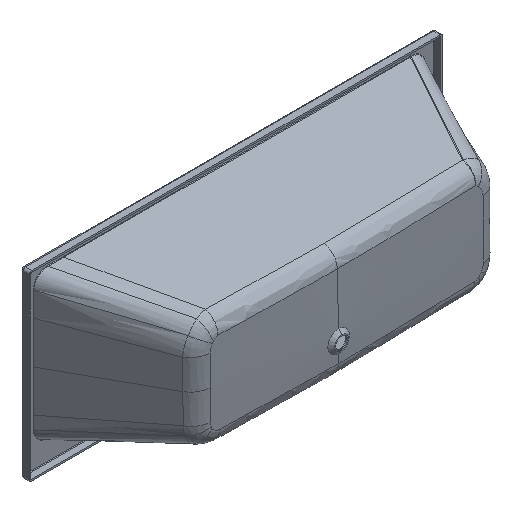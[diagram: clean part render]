
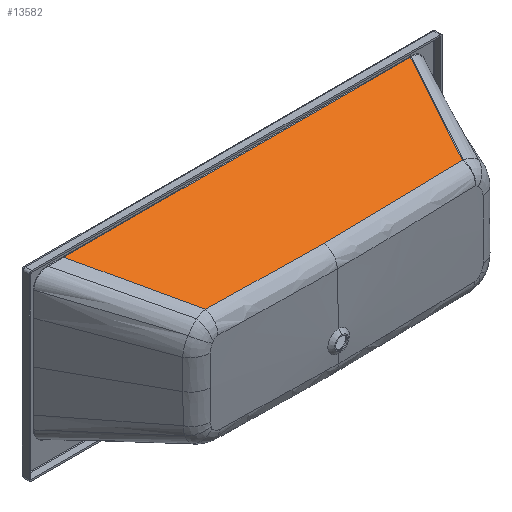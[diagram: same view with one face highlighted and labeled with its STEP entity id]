
A CAD part, isometric view. The second image highlights one B-rep face of the part: STEP entity #13582.
In plain terms, the highlighted free-form (B-spline) face has degree [3, 3] with [4, 18] control points.
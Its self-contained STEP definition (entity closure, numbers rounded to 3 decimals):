
#4635=CARTESIAN_POINT('',(577.221,-389.558,236.981));
#4636=CARTESIAN_POINT('',(632.892,-262.547,268.028));
#4637=CARTESIAN_POINT('',(688.562,-135.536,299.075));
#4638=CARTESIAN_POINT('',(744.233,-8.525,330.122));
#4643=CARTESIAN_POINT('',(744.233,-8.525,330.122));
#4645=CARTESIAN_POINT('',(-481.289,-391.776,
236.439));
#4646=CARTESIAN_POINT('',(-441.156,-392.684,
236.217));
#4647=CARTESIAN_POINT('',(-360.893,-394.443,
235.787));
#4648=CARTESIAN_POINT('',(-240.521,-396.778,
235.216));
#4649=CARTESIAN_POINT('',(-140.26,-398.238,
234.859));
#4650=CARTESIAN_POINT('',(-60.101,-398.881,
234.702));
#4651=CARTESIAN_POINT('',(-20.033,-398.993,
234.674));
#4652=CARTESIAN_POINT('',(0.,-398.993,234.674));
#4654=CARTESIAN_POINT('',(-481.289,-391.776,
236.439));
#4655=CARTESIAN_POINT('',(-548.036,-264.026,
267.666));
#4656=CARTESIAN_POINT('',(-614.782,-136.275,
298.894));
#4657=CARTESIAN_POINT('',(-681.529,-8.525,
330.122));
#4659=DIRECTION('',(-1.,0.,0.));
#4660=VECTOR('',#4659,1425.762);
#4661=CARTESIAN_POINT('',(744.233,-8.525,330.122));
#4662=LINE('',#4661,#4660);
#4663=CARTESIAN_POINT('',(0.,-398.993,234.674));
#4664=CARTESIAN_POINT('',(24.024,-398.993,234.674));
#4665=CARTESIAN_POINT('',(72.074,-398.831,234.714));
#4666=CARTESIAN_POINT('',(144.178,-398.147,234.881));
#4667=CARTESIAN_POINT('',(216.316,-397.12,235.132));
#4668=CARTESIAN_POINT('',(312.533,-395.426,235.546));
#4669=CARTESIAN_POINT('',(432.838,-392.906,236.162));
#4670=CARTESIAN_POINT('',(529.094,-390.692,236.704));
#4671=CARTESIAN_POINT('',(577.221,-389.558,236.981));
#4678=CARTESIAN_POINT('',(-481.289,-391.776,
236.439));
#6756=VERTEX_POINT('',#4643);
#6758=CARTESIAN_POINT('',(-681.529,-8.525,
330.122));
#6759=VERTEX_POINT('',#6758);
#6778=VERTEX_POINT('',#4678);
#6780=VERTEX_POINT('',#4652);
#6782=VERTEX_POINT('',#4671);
#13500=CARTESIAN_POINT('',(581.851,-402.898,
233.72));
#13501=CARTESIAN_POINT('',(556.013,-402.898,
233.72));
#13502=CARTESIAN_POINT('',(507.775,-402.898,
233.72));
#13503=CARTESIAN_POINT('',(437.068,-402.898,
233.72));
#13504=CARTESIAN_POINT('',(369.851,-402.898,
233.72));
#13505=CARTESIAN_POINT('',(280.346,-402.898,
233.72));
#13506=CARTESIAN_POINT('',(191.241,-402.898,
233.72));
#13507=CARTESIAN_POINT('',(102.947,-402.898,
233.72));
#13508=CARTESIAN_POINT('',(37.203,-402.898,
233.72));
#13509=CARTESIAN_POINT('',(-28.029,-402.898,
233.72));
#13510=CARTESIAN_POINT('',(-92.758,-402.898,
233.72));
#13511=CARTESIAN_POINT('',(-157.045,-402.898,
233.72));
#13512=CARTESIAN_POINT('',(-220.982,-402.898,
233.72));
#13513=CARTESIAN_POINT('',(-284.681,-402.898,
233.72));
#13514=CARTESIAN_POINT('',(-348.26,-402.898,
233.72));
#13515=CARTESIAN_POINT('',(-415.098,-402.898,
233.72));
#13516=CARTESIAN_POINT('',(-460.802,-402.898,
233.72));
#13517=CARTESIAN_POINT('',(-485.32,-402.898,
233.72));
#13518=CARTESIAN_POINT('',(641.043,-270.139,
266.172));
#13519=CARTESIAN_POINT('',(612.733,-270.139,
266.172));
#13520=CARTESIAN_POINT('',(559.902,-270.139,266.172));
#13521=CARTESIAN_POINT('',(482.544,-270.139,
266.172));
#13522=CARTESIAN_POINT('',(409.031,-270.139,
266.172));
#13523=CARTESIAN_POINT('',(311.053,-270.139,
266.172));
#13524=CARTESIAN_POINT('',(213.148,-270.139,
266.172));
#13525=CARTESIAN_POINT('',(115.28,-270.139,
266.172));
#13526=CARTESIAN_POINT('',(41.884,-270.139,
266.172));
#13527=CARTESIAN_POINT('',(-31.512,-270.139,
266.172));
#13528=CARTESIAN_POINT('',(-104.908,-270.139,
266.172));
#13529=CARTESIAN_POINT('',(-178.294,-270.139,
266.172));
#13530=CARTESIAN_POINT('',(-251.656,-270.139,
266.172));
#13531=CARTESIAN_POINT('',(-324.983,-270.139,
266.172));
#13532=CARTESIAN_POINT('',(-398.277,-270.139,
266.172));
#13533=CARTESIAN_POINT('',(-475.321,-270.139,
266.172));
#13534=CARTESIAN_POINT('',(-527.95,-270.139,
266.172));
#13535=CARTESIAN_POINT('',(-556.17,-270.139,
266.172));
#13536=CARTESIAN_POINT('',(700.235,-137.379,
298.624));
#13537=CARTESIAN_POINT('',(669.452,-137.379,
298.624));
#13538=CARTESIAN_POINT('',(612.028,-137.379,
298.624));
#13539=CARTESIAN_POINT('',(528.019,-137.379,
298.624));
#13540=CARTESIAN_POINT('',(448.211,-137.379,298.624));
#13541=CARTESIAN_POINT('',(341.761,-137.379,
298.624));
#13542=CARTESIAN_POINT('',(235.055,-137.379,
298.624));
#13543=CARTESIAN_POINT('',(127.612,-137.379,
298.624));
#13544=CARTESIAN_POINT('',(46.566,-137.379,
298.624));
#13545=CARTESIAN_POINT('',(-34.996,-137.379,
298.624));
#13546=CARTESIAN_POINT('',(-117.059,-137.379,
298.624));
#13547=CARTESIAN_POINT('',(-199.543,-137.379,
298.624));
#13548=CARTESIAN_POINT('',(-282.33,-137.379,
298.624));
#13549=CARTESIAN_POINT('',(-365.286,-137.379,
298.624));
#13550=CARTESIAN_POINT('',(-448.294,-137.379,
298.624));
#13551=CARTESIAN_POINT('',(-535.544,-137.379,
298.624));
#13552=CARTESIAN_POINT('',(-595.098,-137.379,
298.624));
#13553=CARTESIAN_POINT('',(-627.02,-137.379,
298.624));
#13554=CARTESIAN_POINT('',(759.427,-4.62,
331.077));
#13555=CARTESIAN_POINT('',(726.171,-4.62,
331.077));
#13556=CARTESIAN_POINT('',(664.154,-4.62,
331.077));
#13557=CARTESIAN_POINT('',(573.495,-4.62,
331.077));
#13558=CARTESIAN_POINT('',(487.391,-4.62,
331.077));
#13559=CARTESIAN_POINT('',(372.469,-4.62,
331.077));
#13560=CARTESIAN_POINT('',(256.962,-4.62,
331.077));
#13561=CARTESIAN_POINT('',(139.944,-4.62,
331.077));
#13562=CARTESIAN_POINT('',(51.247,-4.62,
331.077));
#13563=CARTESIAN_POINT('',(-38.479,-4.62,
331.077));
#13564=CARTESIAN_POINT('',(-129.209,-4.62,
331.077));
#13565=CARTESIAN_POINT('',(-220.792,-4.62,
331.077));
#13566=CARTESIAN_POINT('',(-313.004,-4.62,
331.077));
#13567=CARTESIAN_POINT('',(-405.588,-4.62,
331.077));
#13568=CARTESIAN_POINT('',(-498.311,-4.62,
331.077));
#13569=CARTESIAN_POINT('',(-595.767,-4.62,
331.077));
#13570=CARTESIAN_POINT('',(-662.247,-4.62,
331.077));
#13571=CARTESIAN_POINT('',(-697.87,-4.62,
331.077));
#13572=B_SPLINE_SURFACE_WITH_KNOTS('',3,3,((#13500,#13501,#13502,#13503,#13504,
#13505,#13506,#13507,#13508,#13509,#13510,#13511,#13512,#13513,#13514,#13515,
#13516,#13517),(#13518,#13519,#13520,#13521,#13522,#13523,#13524,#13525,#13526,
#13527,#13528,#13529,#13530,#13531,#13532,#13533,#13534,#13535),(#13536,#13537,
#13538,#13539,#13540,#13541,#13542,#13543,#13544,#13545,#13546,#13547,#13548,
#13549,#13550,#13551,#13552,#13553),(#13554,#13555,#13556,#13557,#13558,#13559,
#13560,#13561,#13562,#13563,#13564,#13565,#13566,#13567,#13568,#13569,#13570,
#13571)),.UNSPECIFIED.,.F.,.F.,.F.,(4,4),(4,1,1,1,1,1,1,1,1,1,1,1,1,1,1,4),(
0.108,0.993),(0.576,0.6,
0.621,0.641,0.662,0.703,
0.723,0.744,0.764,0.784,
0.805,0.825,0.846,0.866,
0.887,0.911),.UNSPECIFIED.);
#13573=ORIENTED_EDGE('',*,*,#11969,.F.);
#13575=ORIENTED_EDGE('',*,*,#13574,.T.);
#13577=ORIENTED_EDGE('',*,*,#13576,.F.);
#13578=ORIENTED_EDGE('',*,*,#13491,.F.);
#13579=ORIENTED_EDGE('',*,*,#11902,.F.);
#13580=EDGE_LOOP('',(#13573,#13575,#13577,#13578,#13579));
#13581=FACE_OUTER_BOUND('',#13580,.F.);
#4639=B_SPLINE_CURVE_WITH_KNOTS('',3,(#4635,#4636,#4637,#4638),.UNSPECIFIED.,
.F.,.F.,(4,4),(0.,1.),.UNSPECIFIED.);
#4653=B_SPLINE_CURVE_WITH_KNOTS('',3,(#4645,#4646,#4647,#4648,#4649,#4650,#4651,
#4652),.UNSPECIFIED.,.F.,.F.,(4,1,1,1,1,4),(0.,0.25,0.5,0.75,0.875,
1.),.UNSPECIFIED.);
#4658=B_SPLINE_CURVE_WITH_KNOTS('',3,(#4654,#4655,#4656,#4657),.UNSPECIFIED.,
.F.,.F.,(4,4),(0.,1.),.UNSPECIFIED.);
#4672=B_SPLINE_CURVE_WITH_KNOTS('',3,(#4663,#4664,#4665,#4666,#4667,#4668,#4669,
#4670,#4671),.UNSPECIFIED.,.F.,.F.,(4,1,1,1,1,1,4),(0.,0.125,
0.25,0.375,0.5,0.75,1.),
.UNSPECIFIED.);
#11902=EDGE_CURVE('',#6780,#6782,#4672,.T.);
#11969=EDGE_CURVE('',#6778,#6780,#4653,.T.);
#13491=EDGE_CURVE('',#6782,#6756,#4639,.T.);
#13574=EDGE_CURVE('',#6778,#6759,#4658,.T.);
#13576=EDGE_CURVE('',#6756,#6759,#4662,.T.);
#13582=ADVANCED_FACE('',(#13581),#13572,.T.);
